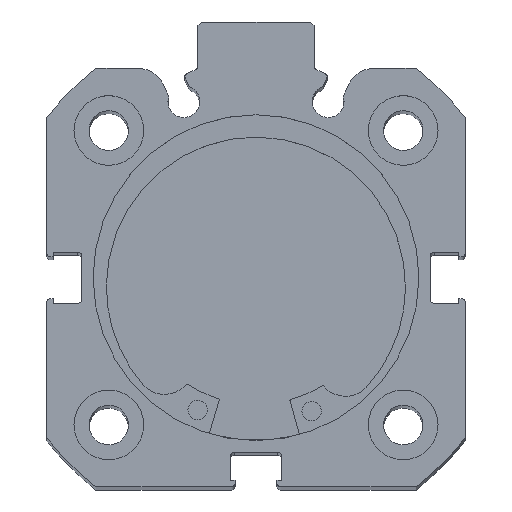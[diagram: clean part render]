
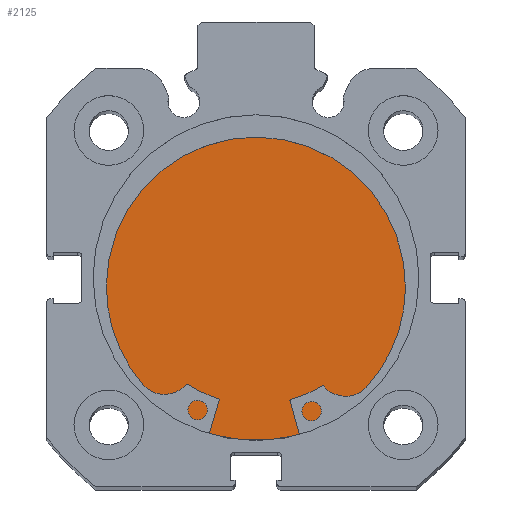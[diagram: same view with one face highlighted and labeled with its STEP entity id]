
A CAD part, top view. The second image highlights one B-rep face of the part: STEP entity #2125.
In plain terms, the highlighted face is planar.
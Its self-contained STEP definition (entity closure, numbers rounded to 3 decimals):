
#496 = EDGE_CURVE ( 'NONE', #1592, #2009, #5321, .T. ) ;
#524 = EDGE_CURVE ( 'NONE', #2009, #1592, #5365, .T. ) ;
#786 = AXIS2_PLACEMENT_3D ( 'NONE', #4337, #4343, #4344 ) ;
#800 = AXIS2_PLACEMENT_3D ( 'NONE', #4400, #4411, #4412 ) ;
#876 = AXIS2_PLACEMENT_3D ( 'NONE', #5920, #5923, #5924 ) ;
#1592 = VERTEX_POINT ( 'NONE', #4634 ) ;
#2009 = VERTEX_POINT ( 'NONE', #4786 ) ;
#2125 = ADVANCED_FACE ( 'NONE', ( #5541 ), #5921, .F. ) ;
#3421 = ORIENTED_EDGE ( 'NONE', *, *, #496, .F. ) ;
#3422 = ORIENTED_EDGE ( 'NONE', *, *, #524, .F. ) ;
#3603 = EDGE_LOOP ( 'NONE', ( #3422, #3421 ) ) ;
#4337 = CARTESIAN_POINT ( 'NONE',  ( 8.5, 0., 0. ) ) ;
#4343 = DIRECTION ( 'NONE',  ( -1., 0., 0. ) ) ;
#4344 = DIRECTION ( 'NONE',  ( 0., 0., 1. ) ) ;
#4400 = CARTESIAN_POINT ( 'NONE',  ( 8.5, 0., 0. ) ) ;
#4411 = DIRECTION ( 'NONE',  ( -1., 0., 0. ) ) ;
#4412 = DIRECTION ( 'NONE',  ( 0., 0., 1. ) ) ;
#4634 = CARTESIAN_POINT ( 'NONE',  ( 8.5, 0., -21. ) ) ;
#4786 = CARTESIAN_POINT ( 'NONE',  ( 8.5, 0., 21. ) ) ;
#5321 = CIRCLE ( 'NONE', #786, 21. ) ;
#5365 = CIRCLE ( 'NONE', #800, 21. ) ;
#5541 = FACE_OUTER_BOUND ( 'NONE', #3603, .T. ) ;
#5920 = CARTESIAN_POINT ( 'NONE',  ( 8.5, 21., 0. ) ) ;
#5921 = PLANE ( 'NONE',  #876 ) ;
#5923 = DIRECTION ( 'NONE',  ( -1., 0., 0. ) ) ;
#5924 = DIRECTION ( 'NONE',  ( 0., 0., 1. ) ) ;
